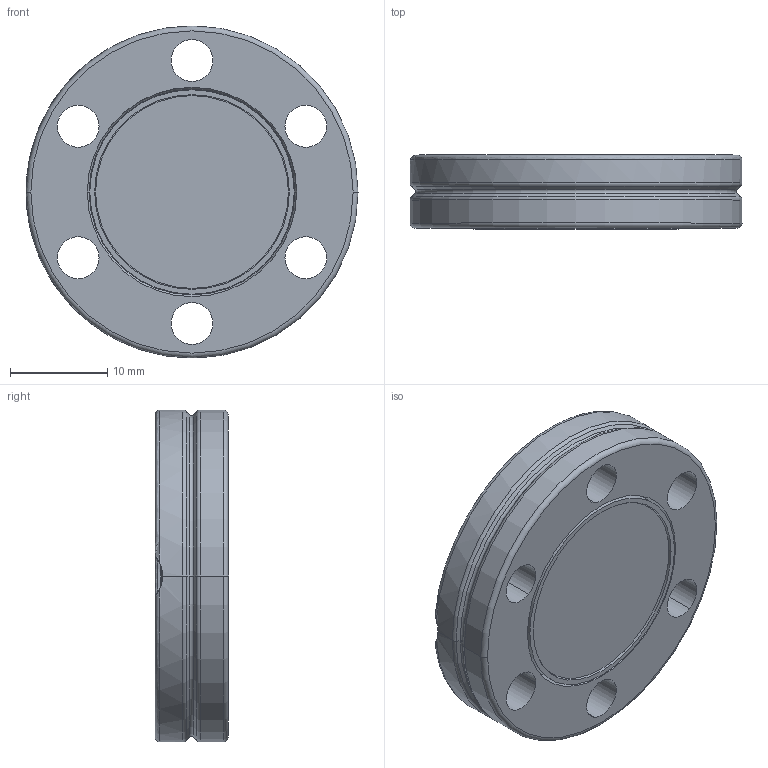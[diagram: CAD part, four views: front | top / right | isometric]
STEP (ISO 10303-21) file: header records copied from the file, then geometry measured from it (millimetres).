
FILE_DESCRIPTION((''),'2;1');
FILE_NAME('ZVPZ16_ASM_ASM','2015-01-15T',('william.mackenzie'),(''),'PRO/ENGINEER BY PARAMETRIC TECHNOLOGY CORPORATION, 2014200','PRO/ENGINEER BY PARAMETRIC TECHNOLOGY CORPORATION, 2014200','');
FILE_SCHEMA(('CONFIG_CONTROL_DESIGN'));
Length unit declared in the file: millimetre
Products named in the file (4): MSBR-3; MSBR-2; MSBR-1; ZVPZ16_ASM_ASM
Assembly tree (3 placements, depth 2):
  ZVPZ16_ASM_ASM
    MSBR-3
    MSBR-2
    MSBR-1
Bounding box: 34.1 x 7.6 x 34.1 mm (x, y, z)
Volume: 4465.8 mm3; surface area: 4708.9 mm2
Topology: 3 solids, 3 shells, 95 faces, 207 edges, 122 vertices
Faces by surface type: cylinder 36, torus 32, cone 16, plane 11
Entity records: 2894 total; most frequent: CARTESIAN_POINT 583, DIRECTION 546, ORIENTED_EDGE 414, AXIS2_PLACEMENT_3D 247, EDGE_CURVE 207, CIRCLE 145, VERTEX_POINT 122, EDGE_LOOP 115
